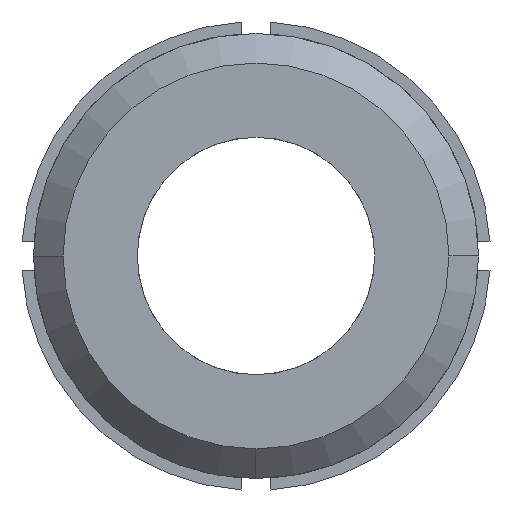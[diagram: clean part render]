
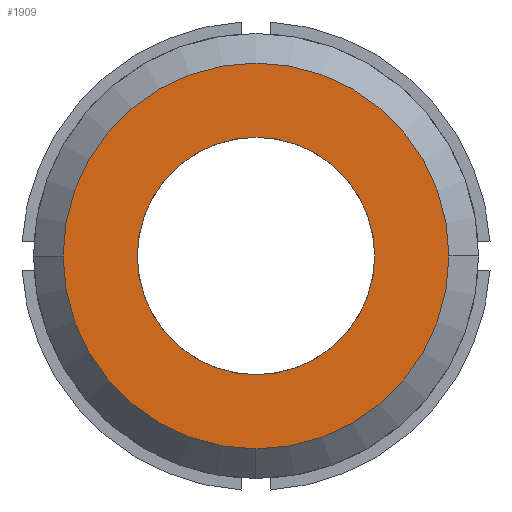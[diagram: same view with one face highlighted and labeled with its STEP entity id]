
A CAD part, left-side view. The second image highlights one B-rep face of the part: STEP entity #1909.
In plain terms, the highlighted planar face has unit normal (-1, 0, 0).
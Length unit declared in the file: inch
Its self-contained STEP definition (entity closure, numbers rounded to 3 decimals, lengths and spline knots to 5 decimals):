
#42 = VERTEX_POINT ( 'NONE', #577 ) ;
#65 = CARTESIAN_POINT ( 'NONE',  ( 0., 0., 0. ) ) ;
#90 = AXIS2_PLACEMENT_3D ( 'NONE', #2010, #386, #691 ) ;
#162 = DIRECTION ( 'NONE',  ( 0., 0., -1. ) ) ;
#175 = AXIS2_PLACEMENT_3D ( 'NONE', #1051, #407, #1983 ) ;
#194 = DIRECTION ( 'NONE',  ( 1., 0., 0. ) ) ;
#202 = VERTEX_POINT ( 'NONE', #507 ) ;
#273 = VERTEX_POINT ( 'NONE', #1036 ) ;
#307 = ORIENTED_EDGE ( 'NONE', *, *, #803, .T. ) ;
#386 = DIRECTION ( 'NONE',  ( 1., 0., 0. ) ) ;
#407 = DIRECTION ( 'NONE',  ( 1., 0., 0. ) ) ;
#443 = EDGE_CURVE ( 'NONE', #1860, #42, #1499, .T. ) ;
#469 = ORIENTED_EDGE ( 'NONE', *, *, #625, .F. ) ;
#507 = CARTESIAN_POINT ( 'NONE',  ( 0., 0.25591, 0. ) ) ;
#515 = EDGE_LOOP ( 'NONE', ( #2040, #307, #1678 ) ) ;
#552 = EDGE_CURVE ( 'NONE', #1746, #202, #1186, .T. ) ;
#573 = CIRCLE ( 'NONE', #1754, 0.25591 ) ;
#576 = CARTESIAN_POINT ( 'NONE',  ( 0., 0.15748, 0. ) ) ;
#577 = CARTESIAN_POINT ( 'NONE',  ( 0., 0., 0.15748 ) ) ;
#625 = EDGE_CURVE ( 'NONE', #202, #273, #573, .T. ) ;
#686 = AXIS2_PLACEMENT_3D ( 'NONE', #973, #802, #1938 ) ;
#691 = DIRECTION ( 'NONE',  ( 0., 0., -1. ) ) ;
#697 = CIRCLE ( 'NONE', #175, 0.15748 ) ;
#711 = DIRECTION ( 'NONE',  ( 1., 0., 0. ) ) ;
#712 = CIRCLE ( 'NONE', #1966, 0.25591 ) ;
#716 = DIRECTION ( 'NONE',  ( 1., 0., 0. ) ) ;
#740 = AXIS2_PLACEMENT_3D ( 'NONE', #1998, #711, #1193 ) ;
#799 = AXIS2_PLACEMENT_3D ( 'NONE', #1663, #1683, #1824 ) ;
#802 = DIRECTION ( 'NONE',  ( 1., 0., 0. ) ) ;
#803 = EDGE_CURVE ( 'NONE', #42, #1618, #1346, .T. ) ;
#804 = ORIENTED_EDGE ( 'NONE', *, *, #552, .F. ) ;
#826 = EDGE_CURVE ( 'NONE', #1618, #1860, #697, .T. ) ;
#843 = CARTESIAN_POINT ( 'NONE',  ( 0., 0., -0.25591 ) ) ;
#973 = CARTESIAN_POINT ( 'NONE',  ( 0., 0., 0. ) ) ;
#1036 = CARTESIAN_POINT ( 'NONE',  ( 0., -0.25591, 0. ) ) ;
#1051 = CARTESIAN_POINT ( 'NONE',  ( 0., 0., 0. ) ) ;
#1071 = EDGE_LOOP ( 'NONE', ( #1697, #469, #804 ) ) ;
#1186 = CIRCLE ( 'NONE', #740, 0.25591 ) ;
#1193 = DIRECTION ( 'NONE',  ( 0., 0., -1. ) ) ;
#1309 = EDGE_CURVE ( 'NONE', #273, #1746, #712, .T. ) ;
#1346 = CIRCLE ( 'NONE', #799, 0.15748 ) ;
#1354 = DIRECTION ( 'NONE',  ( 0., 0., -1. ) ) ;
#1363 = FACE_BOUND ( 'NONE', #515, .T. ) ;
#1434 = CARTESIAN_POINT ( 'NONE',  ( 0., -0.15748, 0. ) ) ;
#1491 = CARTESIAN_POINT ( 'NONE',  ( 0., 0., 0. ) ) ;
#1499 = CIRCLE ( 'NONE', #686, 0.15748 ) ;
#1618 = VERTEX_POINT ( 'NONE', #1434 ) ;
#1663 = CARTESIAN_POINT ( 'NONE',  ( 0., 0., 0. ) ) ;
#1668 = PLANE ( 'NONE',  #90 ) ;
#1678 = ORIENTED_EDGE ( 'NONE', *, *, #826, .T. ) ;
#1683 = DIRECTION ( 'NONE',  ( 1., 0., 0. ) ) ;
#1697 = ORIENTED_EDGE ( 'NONE', *, *, #1309, .F. ) ;
#1746 = VERTEX_POINT ( 'NONE', #843 ) ;
#1754 = AXIS2_PLACEMENT_3D ( 'NONE', #1491, #194, #162 ) ;
#1824 = DIRECTION ( 'NONE',  ( 0., 0., 1. ) ) ;
#1860 = VERTEX_POINT ( 'NONE', #576 ) ;
#1909 = ADVANCED_FACE ( 'NONE', ( #1363, #2001 ), #1668, .F. ) ;
#1938 = DIRECTION ( 'NONE',  ( 0., 0., 1. ) ) ;
#1966 = AXIS2_PLACEMENT_3D ( 'NONE', #65, #716, #1354 ) ;
#1983 = DIRECTION ( 'NONE',  ( 0., 0., 1. ) ) ;
#1998 = CARTESIAN_POINT ( 'NONE',  ( 0., 0., 0. ) ) ;
#2001 = FACE_OUTER_BOUND ( 'NONE', #1071, .T. ) ;
#2010 = CARTESIAN_POINT ( 'NONE',  ( 0., 0., 0. ) ) ;
#2040 = ORIENTED_EDGE ( 'NONE', *, *, #443, .T. ) ;
